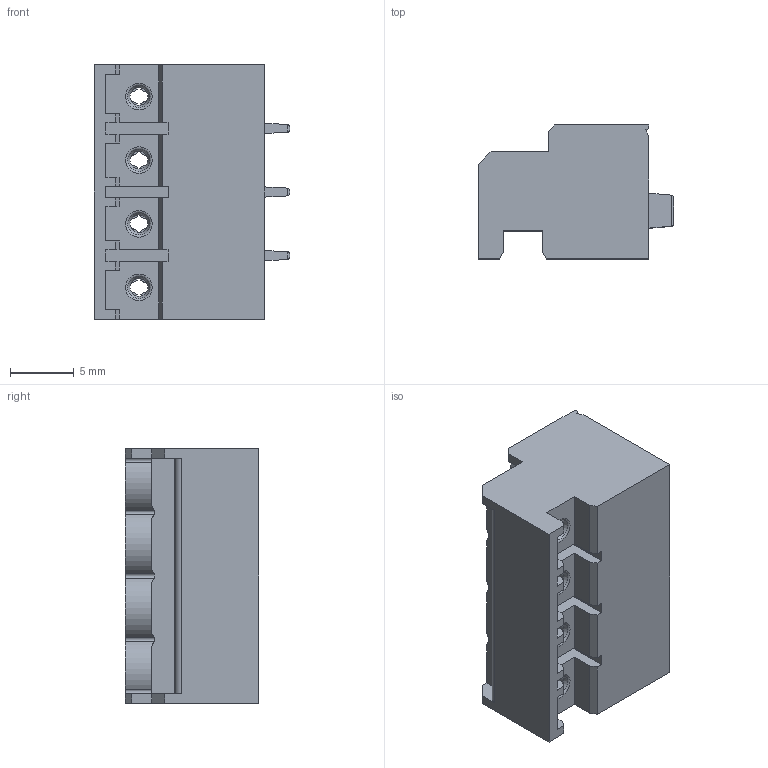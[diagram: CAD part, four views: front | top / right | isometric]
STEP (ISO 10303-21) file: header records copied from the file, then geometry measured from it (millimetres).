
FILE_DESCRIPTION(/* description */ ('Unknown'),/* implementation_level */ '2;1');
FILE_NAME(/* name */ '691315710104',/* time_stamp */ '2017-07-12T09:04:35+02:00',/* author */ ('Unknown'),/* organization */ ('Unknown'),/* preprocessor_version */ 'ST-DEVELOPER v16.7',/* originating_system */ 'DEX',/* authorisation */ $);
FILE_SCHEMA (('AUTOMOTIVE_DESIGN {1 0 10303 214 3 1 1}'));
Length unit declared in the file: millimetre
Products named in the file (2): 6913157101xx; 691315710104
Assembly tree (1 placements, depth 2):
  6913157101xx
    691315710104
Bounding box: 15.35 x 10.5 x 20 mm (x, y, z)
Volume: 1935.2 mm3; surface area: 1998.4 mm2
Topology: 1 solids, 1 shells, 420 faces, 1111 edges, 735 vertices
Faces by surface type: plane 319, cylinder 86, cone 8, torus 7
Full cylindrical faces by diameter (mm): 1.4 x7, 2.7 x3, 4 x4
Entity records: 16501 total; most frequent: CARTESIAN_POINT 3092, ORIENTED_EDGE 2144, DIRECTION 2113, EDGE_CURVE 1072, LINE 807, VECTOR 807, VERTEX_POINT 725, AXIS2_PLACEMENT_3D 653
